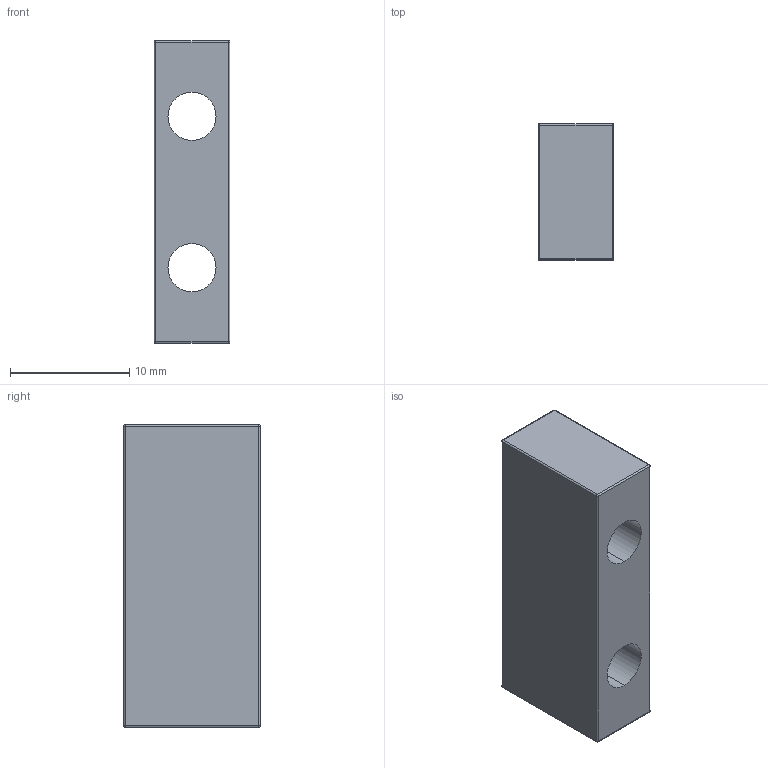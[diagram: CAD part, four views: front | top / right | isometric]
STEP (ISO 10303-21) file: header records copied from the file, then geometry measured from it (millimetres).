
FILE_DESCRIPTION (( 'STEP AP214' ), '1' );
FILE_NAME ('am-2294 Slide Block.STEP', '2014-02-13T19:33:31', ( '' ), ( '' ), 'SwSTEP 2.0', 'SolidWorks 2010', '' );
FILE_SCHEMA (( 'AUTOMOTIVE_DESIGN' ));
Length unit declared in the file: inch
Products named in the file (1): am-2294 Slide Block
Bounding box: 6.35 x 11.43 x 25.4 mm (x, y, z)
Volume: 1550.1 mm3; surface area: 1277.8 mm2
Topology: 1 solids, 1 shells, 30 faces, 68 edges, 32 vertices
Faces by surface type: cylinder 16, sphere 8, plane 6
Entity records: 864 total; most frequent: DIRECTION 154, CARTESIAN_POINT 123, ORIENTED_EDGE 120, AXIS2_PLACEMENT_3D 63, EDGE_CURVE 60, EDGE_LOOP 34, VERTEX_POINT 32, CIRCLE 32
